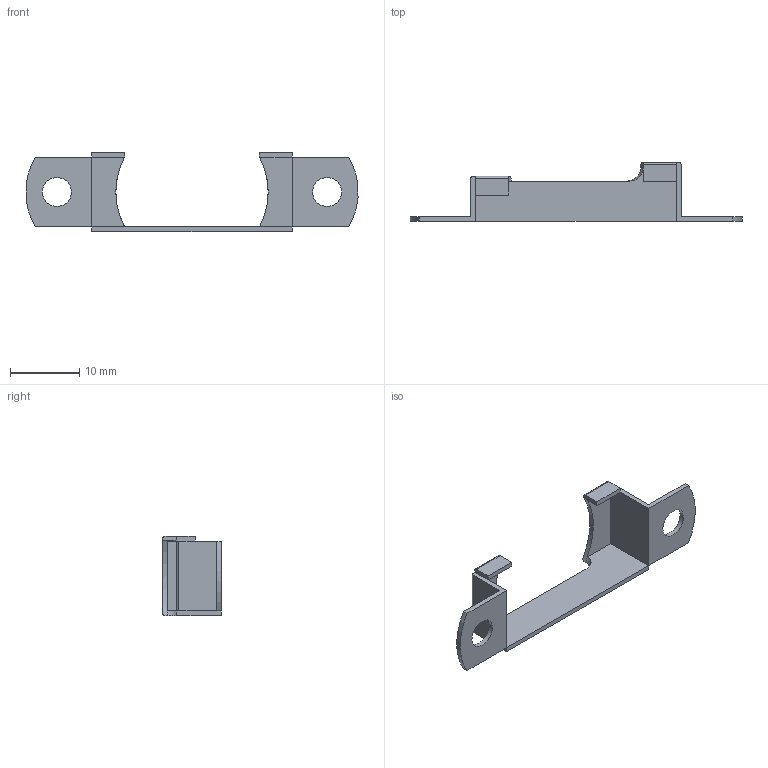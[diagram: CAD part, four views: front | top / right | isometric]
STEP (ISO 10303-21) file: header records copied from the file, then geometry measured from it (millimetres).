
FILE_DESCRIPTION((''),'2;1');
FILE_NAME('00110720061','2020-01-20T',('presta_be4'),(''),'CREO PARAMETRIC BY PTC INC, 2018360','CREO PARAMETRIC BY PTC INC, 2018360','');
FILE_SCHEMA(('CONFIG_CONTROL_DESIGN'));
Length unit declared in the file: millimetre
Products named in the file (1): 00110720061
Bounding box: 47.94 x 8.5 x 11.5 mm (x, y, z)
Volume: 407 mm3; surface area: 1312.2 mm2
Topology: 1 solids, 1 shells, 195 faces, 536 edges, 353 vertices
Faces by surface type: plane 180, cylinder 14, torus 1
Entity records: 6146 total; most frequent: CARTESIAN_POINT 1115, ORIENTED_EDGE 1072, DIRECTION 953, EDGE_CURVE 536, VECTOR 501, LINE 501, VERTEX_POINT 353, AXIS2_PLACEMENT_3D 226
